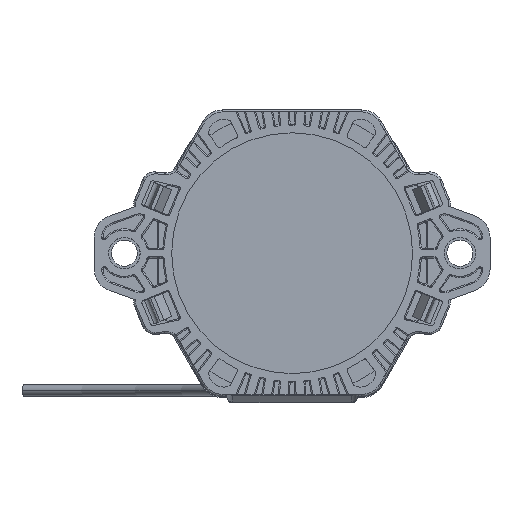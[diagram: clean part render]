
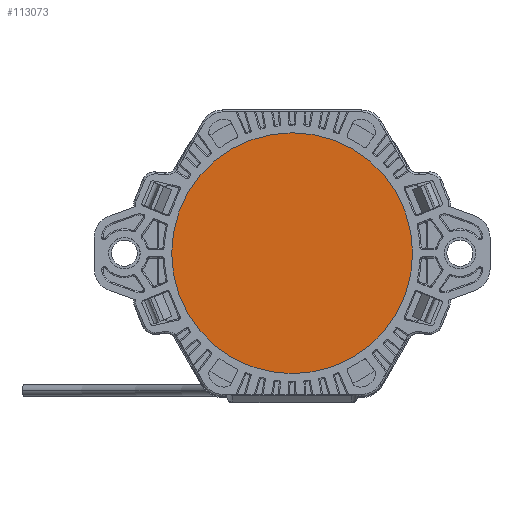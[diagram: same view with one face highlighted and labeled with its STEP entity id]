
A CAD part, front view. The second image highlights one B-rep face of the part: STEP entity #113073.
In plain terms, the highlighted planar face has unit normal (0, -1, 0).
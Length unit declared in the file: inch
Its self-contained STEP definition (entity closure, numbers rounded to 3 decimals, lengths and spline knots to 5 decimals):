
#8921 = DIRECTION ( 'NONE',  ( 0., 0., -1. ) ) ;
#9995 = FACE_OUTER_BOUND ( 'NONE', #35747, .T. ) ;
#14017 = EDGE_CURVE ( 'NONE', #83817, #94304, #39780, .T. ) ;
#19590 = PLANE ( 'NONE',  #62159 ) ;
#19773 = CARTESIAN_POINT ( 'NONE',  ( 0., -0.1, 0.965 ) ) ;
#35747 = EDGE_LOOP ( 'NONE', ( #99577, #42138 ) ) ;
#37652 = CARTESIAN_POINT ( 'NONE',  ( 0., -0.1, 0. ) ) ;
#39780 = CIRCLE ( 'NONE', #140002, 0.965 ) ;
#42138 = ORIENTED_EDGE ( 'NONE', *, *, #14017, .T. ) ;
#48403 = DIRECTION ( 'NONE',  ( 0., 0., -1. ) ) ;
#52527 = CARTESIAN_POINT ( 'NONE',  ( 0.965, -0.1, 0. ) ) ;
#62159 = AXIS2_PLACEMENT_3D ( 'NONE', #52527, #127917, #63371 ) ;
#63371 = DIRECTION ( 'NONE',  ( 0., 0., -1. ) ) ;
#64497 = CIRCLE ( 'NONE', #125554, 0.965 ) ;
#73489 = DIRECTION ( 'NONE',  ( 0., -1., 0. ) ) ;
#83817 = VERTEX_POINT ( 'NONE', #19773 ) ;
#85329 = CARTESIAN_POINT ( 'NONE',  ( 0., -0.1, -0.965 ) ) ;
#94304 = VERTEX_POINT ( 'NONE', #85329 ) ;
#99577 = ORIENTED_EDGE ( 'NONE', *, *, #103665, .T. ) ;
#103665 = EDGE_CURVE ( 'NONE', #94304, #83817, #64497, .T. ) ;
#112983 = DIRECTION ( 'NONE',  ( 0., -1., 0. ) ) ;
#113073 = ADVANCED_FACE ( 'NONE', ( #9995 ), #19590, .T. ) ;
#125554 = AXIS2_PLACEMENT_3D ( 'NONE', #138094, #73489, #8921 ) ;
#127917 = DIRECTION ( 'NONE',  ( 0., -1., 0. ) ) ;
#138094 = CARTESIAN_POINT ( 'NONE',  ( 0., -0.1, 0. ) ) ;
#140002 = AXIS2_PLACEMENT_3D ( 'NONE', #37652, #112983, #48403 ) ;
